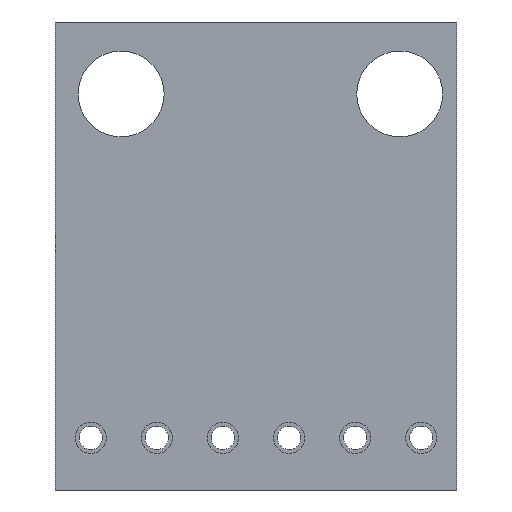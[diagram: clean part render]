
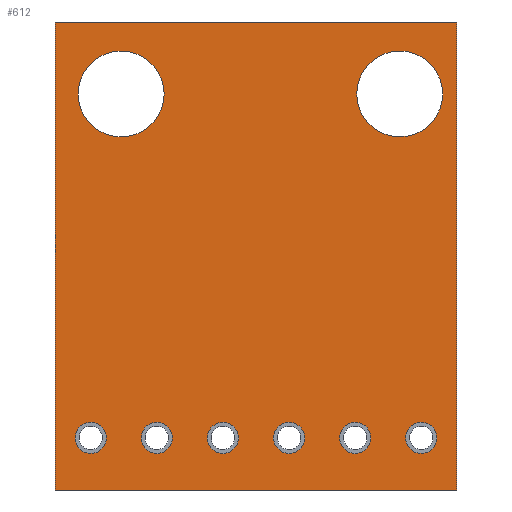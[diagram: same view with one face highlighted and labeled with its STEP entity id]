
A CAD part, front view. The second image highlights one B-rep face of the part: STEP entity #612.
In plain terms, the highlighted planar face has unit normal (0, -1, 0).
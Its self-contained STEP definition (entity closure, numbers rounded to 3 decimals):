
#57=FACE_BOUND('',#179,.T.);
#58=FACE_BOUND('',#180,.T.);
#59=FACE_BOUND('',#181,.T.);
#60=FACE_BOUND('',#182,.T.);
#61=FACE_BOUND('',#183,.T.);
#62=FACE_BOUND('',#184,.T.);
#63=FACE_BOUND('',#185,.T.);
#64=FACE_BOUND('',#186,.T.);
#82=PLANE('',#711);
#120=FACE_OUTER_BOUND('',#178,.T.);
#178=EDGE_LOOP('',(#543,#544,#545,#546));
#179=EDGE_LOOP('',(#547));
#180=EDGE_LOOP('',(#548));
#181=EDGE_LOOP('',(#549));
#182=EDGE_LOOP('',(#550));
#183=EDGE_LOOP('',(#551));
#184=EDGE_LOOP('',(#552));
#185=EDGE_LOOP('',(#553));
#186=EDGE_LOOP('',(#554));
#207=LINE('',#1047,#239);
#211=LINE('',#1055,#243);
#214=LINE('',#1061,#246);
#217=LINE('',#1066,#249);
#239=VECTOR('',#884,10.);
#243=VECTOR('',#890,10.);
#246=VECTOR('',#895,10.);
#249=VECTOR('',#900,10.);
#275=CIRCLE('',#683,0.6);
#277=CIRCLE('',#686,1.65);
#279=CIRCLE('',#689,0.6);
#281=CIRCLE('',#692,0.6);
#283=CIRCLE('',#695,0.6);
#285=CIRCLE('',#698,1.65);
#287=CIRCLE('',#701,0.6);
#289=CIRCLE('',#704,0.6);
#315=VERTEX_POINT('',#997);
#317=VERTEX_POINT('',#1003);
#319=VERTEX_POINT('',#1009);
#321=VERTEX_POINT('',#1015);
#323=VERTEX_POINT('',#1021);
#325=VERTEX_POINT('',#1027);
#327=VERTEX_POINT('',#1033);
#329=VERTEX_POINT('',#1039);
#331=VERTEX_POINT('',#1045);
#332=VERTEX_POINT('',#1046);
#335=VERTEX_POINT('',#1054);
#337=VERTEX_POINT('',#1060);
#375=EDGE_CURVE('',#315,#315,#275,.T.);
#378=EDGE_CURVE('',#317,#317,#277,.T.);
#381=EDGE_CURVE('',#319,#319,#279,.T.);
#384=EDGE_CURVE('',#321,#321,#281,.T.);
#387=EDGE_CURVE('',#323,#323,#283,.T.);
#390=EDGE_CURVE('',#325,#325,#285,.T.);
#393=EDGE_CURVE('',#327,#327,#287,.T.);
#396=EDGE_CURVE('',#329,#329,#289,.T.);
#399=EDGE_CURVE('',#331,#332,#207,.T.);
#403=EDGE_CURVE('',#332,#335,#211,.T.);
#406=EDGE_CURVE('',#335,#337,#214,.T.);
#409=EDGE_CURVE('',#337,#331,#217,.T.);
#543=ORIENTED_EDGE('',*,*,#409,.T.);
#544=ORIENTED_EDGE('',*,*,#399,.T.);
#545=ORIENTED_EDGE('',*,*,#403,.T.);
#546=ORIENTED_EDGE('',*,*,#406,.T.);
#547=ORIENTED_EDGE('',*,*,#375,.T.);
#548=ORIENTED_EDGE('',*,*,#378,.T.);
#549=ORIENTED_EDGE('',*,*,#381,.T.);
#550=ORIENTED_EDGE('',*,*,#384,.T.);
#551=ORIENTED_EDGE('',*,*,#387,.T.);
#552=ORIENTED_EDGE('',*,*,#390,.T.);
#553=ORIENTED_EDGE('',*,*,#393,.T.);
#554=ORIENTED_EDGE('',*,*,#396,.T.);
#612=ADVANCED_FACE('',(#120,#57,#58,#59,#60,#61,#62,#63,#64),#82,.F.);
#683=AXIS2_PLACEMENT_3D('',#998,#828,#829);
#686=AXIS2_PLACEMENT_3D('',#1004,#835,#836);
#689=AXIS2_PLACEMENT_3D('',#1010,#842,#843);
#692=AXIS2_PLACEMENT_3D('',#1016,#849,#850);
#695=AXIS2_PLACEMENT_3D('',#1022,#856,#857);
#698=AXIS2_PLACEMENT_3D('',#1028,#863,#864);
#701=AXIS2_PLACEMENT_3D('',#1034,#870,#871);
#704=AXIS2_PLACEMENT_3D('',#1040,#877,#878);
#711=AXIS2_PLACEMENT_3D('',#1069,#904,#905);
#828=DIRECTION('center_axis',(0.,1.,0.));
#829=DIRECTION('ref_axis',(1.,0.,0.));
#835=DIRECTION('center_axis',(0.,1.,0.));
#836=DIRECTION('ref_axis',(1.,0.,0.));
#842=DIRECTION('center_axis',(0.,1.,0.));
#843=DIRECTION('ref_axis',(1.,0.,0.));
#849=DIRECTION('center_axis',(0.,1.,0.));
#850=DIRECTION('ref_axis',(1.,0.,0.));
#856=DIRECTION('center_axis',(0.,1.,0.));
#857=DIRECTION('ref_axis',(1.,0.,0.));
#863=DIRECTION('center_axis',(0.,1.,0.));
#864=DIRECTION('ref_axis',(1.,0.,0.));
#870=DIRECTION('center_axis',(0.,1.,0.));
#871=DIRECTION('ref_axis',(1.,0.,0.));
#877=DIRECTION('center_axis',(0.,1.,0.));
#878=DIRECTION('ref_axis',(1.,0.,0.));
#884=DIRECTION('',(0.,0.,-1.));
#890=DIRECTION('',(1.,0.,0.));
#895=DIRECTION('',(0.,0.,1.));
#900=DIRECTION('',(-1.,0.,0.));
#904=DIRECTION('center_axis',(0.,1.,0.));
#905=DIRECTION('ref_axis',(1.,0.,0.));
#997=CARTESIAN_POINT('',(5.85,0.,2.));
#998=CARTESIAN_POINT('Origin',(6.45,0.,2.));
#1003=CARTESIAN_POINT('',(11.59,0.,15.215));
#1004=CARTESIAN_POINT('Origin',(13.24,0.,15.215));
#1009=CARTESIAN_POINT('',(13.47,0.,2.));
#1010=CARTESIAN_POINT('Origin',(14.07,0.,2.));
#1015=CARTESIAN_POINT('',(3.31,0.,2.));
#1016=CARTESIAN_POINT('Origin',(3.91,0.,2.));
#1021=CARTESIAN_POINT('',(8.39,0.,2.));
#1022=CARTESIAN_POINT('Origin',(8.99,0.,2.));
#1027=CARTESIAN_POINT('',(0.89,0.,15.215));
#1028=CARTESIAN_POINT('Origin',(2.54,0.,15.215));
#1033=CARTESIAN_POINT('',(10.93,0.,2.));
#1034=CARTESIAN_POINT('Origin',(11.53,0.,2.));
#1039=CARTESIAN_POINT('',(0.77,0.,2.));
#1040=CARTESIAN_POINT('Origin',(1.37,0.,2.));
#1045=CARTESIAN_POINT('',(0.,0.,17.98));
#1046=CARTESIAN_POINT('',(0.,0.,0.));
#1047=CARTESIAN_POINT('',(0.,0.,17.98));
#1054=CARTESIAN_POINT('',(15.44,0.,0.));
#1055=CARTESIAN_POINT('',(0.,0.,0.));
#1060=CARTESIAN_POINT('',(15.44,0.,17.98));
#1061=CARTESIAN_POINT('',(15.44,0.,0.));
#1066=CARTESIAN_POINT('',(15.44,0.,17.98));
#1069=CARTESIAN_POINT('Origin',(7.72,0.,8.99));
